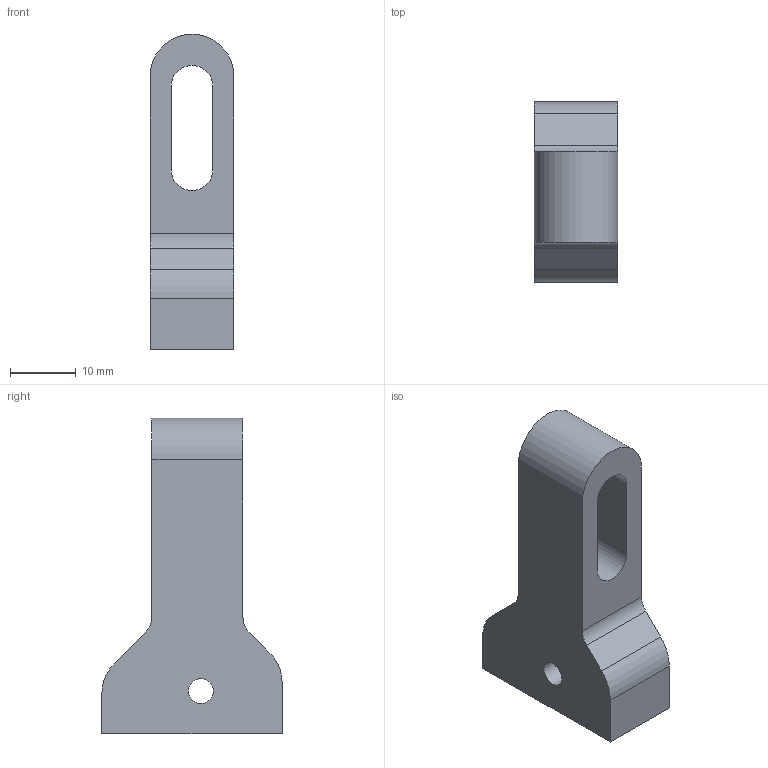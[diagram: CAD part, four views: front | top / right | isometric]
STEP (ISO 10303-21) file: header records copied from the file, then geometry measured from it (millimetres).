
FILE_DESCRIPTION(/* description */ (''),/* implementation_level */ '2;1');
FILE_NAME(/* name */ 'Pulley Assembly.Tower.Tower.step',/* time_stamp */ '2020-09-18T12:55:37-07:00',/* author */ (''),/* organization */ (''),/* preprocessor_version */ 'ST-DEVELOPER v18.1',/* originating_system */ 'Autodesk Translation Framework v9.3.0.1241',/* authorisation */ '');
FILE_SCHEMA (('AUTOMOTIVE_DESIGN { 1 0 10303 214 3 1 1 }'));
Length unit declared in the file: inch
Products named in the file (1): Tower
Bounding box: 12.7 x 27.43 x 48.05 mm (x, y, z)
Volume: 8483.7 mm3; surface area: 4159.6 mm2
Topology: 1 solids, 1 shells, 23 faces, 61 edges, 40 vertices
Faces by surface type: plane 11, cylinder 10, cone 2
Full cylindrical faces by diameter (mm): 3.797 x3
Entity records: 752 total; most frequent: DIRECTION 127, CARTESIAN_POINT 123, ORIENTED_EDGE 118, EDGE_CURVE 59, AXIS2_PLACEMENT_3D 44, VERTEX_POINT 40, LINE 39, VECTOR 39
